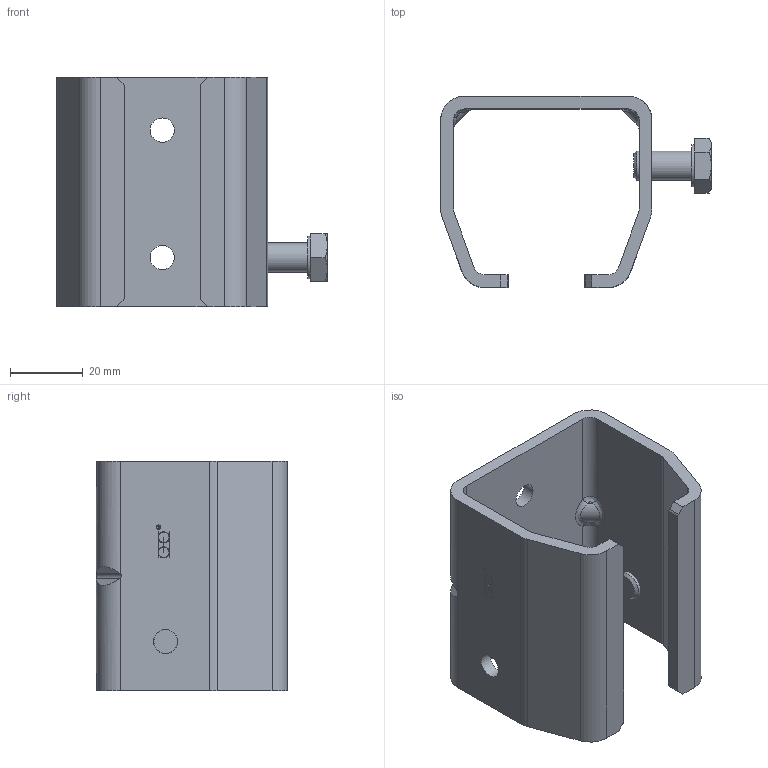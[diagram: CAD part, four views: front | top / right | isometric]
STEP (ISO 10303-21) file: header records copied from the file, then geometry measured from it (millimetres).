
FILE_DESCRIPTION(/* description */ ('Support à souder inox 316L'),/* implementation_level */ '2;1');
FILE_NAME(/* name */ '9048XA4.stp',/* time_stamp */ '2019-08-23T08:46:59+02:00',/* author */ ('Florian'),/* organization */ (''),/* preprocessor_version */ 'ST-DEVELOPER v17.2',/* originating_system */ 'Autodesk Inventor 2019',/* authorisation */ '');
FILE_SCHEMA (('AUTOMOTIVE_DESIGN { 1 0 10303 214 3 1 1 }'));
Length unit declared in the file: millimetre
Products named in the file (3): 9048XA4; 18378; 04664
Assembly tree (2 placements, depth 2):
  9048XA4
    18378
    04664
Bounding box: 74.3 x 52.5 x 63 mm (x, y, z)
Volume: 38286.2 mm3; surface area: 23808.7 mm2
Topology: 2 solids, 2 shells, 210 faces, 542 edges, 356 vertices
Faces by surface type: plane 102, bspline 59, cylinder 42, cone 7
Full cylindrical faces by diameter (mm): 1.151 x1, 1.25 x1, 6.647 x4, 8 x1, 11.63 x1
Entity records: 7170 total; most frequent: CARTESIAN_POINT 2217, ORIENTED_EDGE 1084, DIRECTION 846, EDGE_CURVE 542, VERTEX_POINT 356, LINE 306, VECTOR 306, AXIS2_PLACEMENT_3D 270
